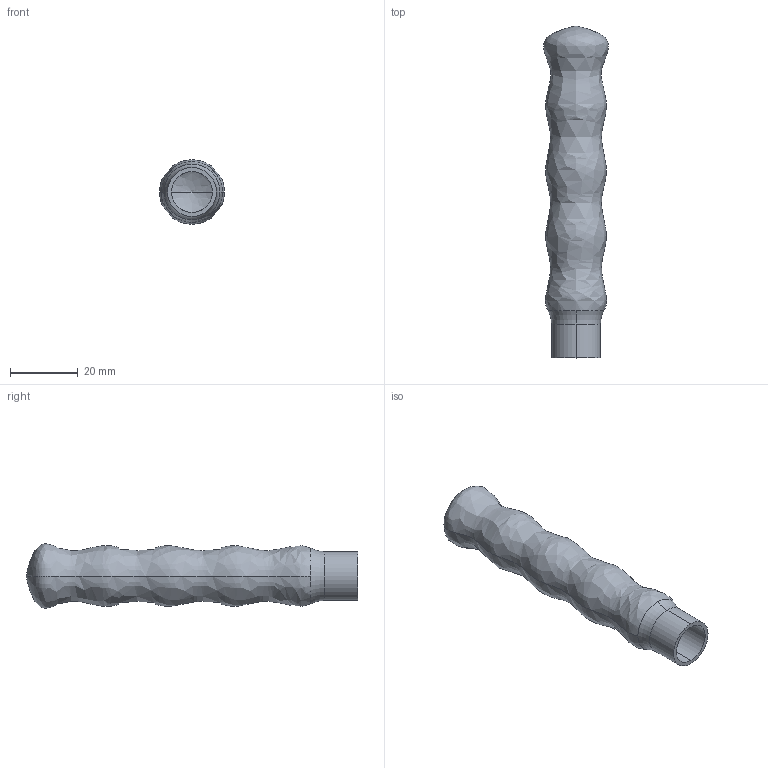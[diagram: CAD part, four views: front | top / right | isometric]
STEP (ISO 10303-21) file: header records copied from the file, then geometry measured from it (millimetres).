
FILE_DESCRIPTION (( 'STEP AP203' ), '1' );
FILE_NAME ('GH-GR-120.STEP', '2023-02-22T03:40:38', ( '' ), ( '' ), 'SwSTEP 2.0', 'SolidWorks 2016', '' );
FILE_SCHEMA (( 'CONFIG_CONTROL_DESIGN' ));
Length unit declared in the file: millimetre
Products named in the file (1): GH-GR-120
Bounding box: 19.2 x 98 x 19.19 mm (x, y, z)
Volume: 5756.6 mm3; surface area: 9646.7 mm2
Topology: 1 solids, 1 shells, 13 faces, 32 edges, 18 vertices
Faces by surface type: bspline 4, torus 4, cylinder 4, plane 1
Entity records: 1481 total; most frequent: CARTESIAN_POINT 1122, DIRECTION 64, ORIENTED_EDGE 56, AXIS2_PLACEMENT_3D 30, EDGE_CURVE 28, CIRCLE 20, VERTEX_POINT 18, EDGE_LOOP 14
